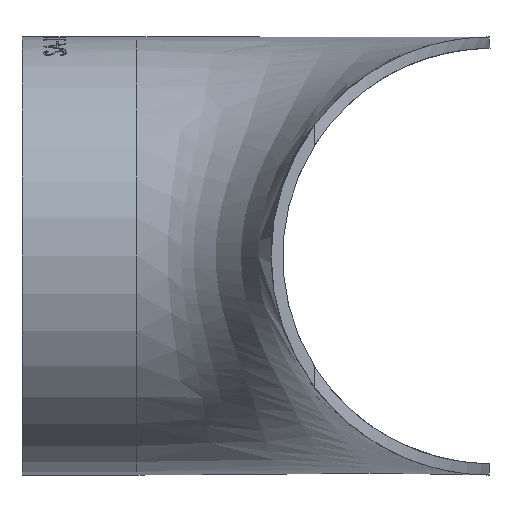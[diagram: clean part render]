
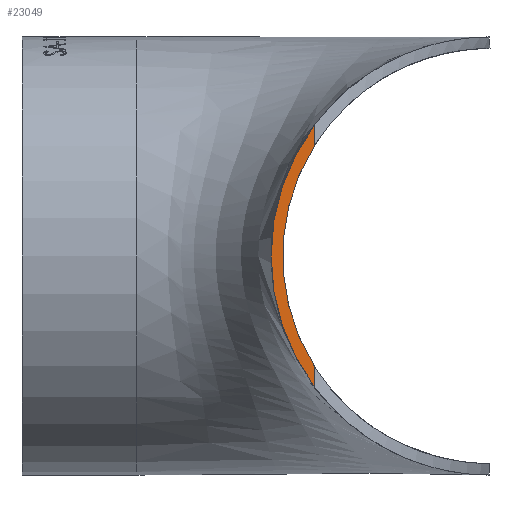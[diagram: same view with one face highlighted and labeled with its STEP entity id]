
A CAD part, left-side view. The second image highlights one B-rep face of the part: STEP entity #23049.
In plain terms, the highlighted planar face has unit normal (-1, 0, 0).
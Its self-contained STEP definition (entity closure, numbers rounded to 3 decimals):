
#1535 = CARTESIAN_POINT ( 'NONE',  ( -97.5, 45.749, 58.322 ) ) ;
#1937 = VERTEX_POINT ( 'NONE', #8924 ) ;
#3284 = VECTOR ( 'NONE', #23724, 1000. ) ;
#3384 = DIRECTION ( 'NONE',  ( 0., 0., 1. ) ) ;
#4030 = AXIS2_PLACEMENT_3D ( 'NONE', #18231, #22110, #14382 ) ;
#5386 = DIRECTION ( 'NONE',  ( 0., 0., -1. ) ) ;
#6739 = EDGE_CURVE ( 'NONE', #23076, #6800, #21233, .T. ) ;
#6800 = VERTEX_POINT ( 'NONE', #20776 ) ;
#8703 = CARTESIAN_POINT ( 'NONE',  ( -97.5, 45.749, 58.322 ) ) ;
#8924 = CARTESIAN_POINT ( 'NONE',  ( -97.5, 45.749, 34.251 ) ) ;
#9458 = ORIENTED_EDGE ( 'NONE', *, *, #14164, .F. ) ;
#9710 = ORIENTED_EDGE ( 'NONE', *, *, #6739, .T. ) ;
#10599 = CARTESIAN_POINT ( 'NONE',  ( -97.5, 45.749, -34.251 ) ) ;
#11197 = EDGE_LOOP ( 'NONE', ( #9710, #22237, #21080, #9458 ) ) ;
#12953 = DIRECTION ( 'NONE',  ( 1., 0., 0. ) ) ;
#13134 = LINE ( 'NONE', #8703, #3284 ) ;
#13142 = CARTESIAN_POINT ( 'NONE',  ( -97.5, 0., 0. ) ) ;
#13267 = CIRCLE ( 'NONE', #23295, 54.15 ) ;
#13350 = VERTEX_POINT ( 'NONE', #20737 ) ;
#14164 = EDGE_CURVE ( 'NONE', #23076, #1937, #20826, .T. ) ;
#14382 = DIRECTION ( 'NONE',  ( 0., 0., -1. ) ) ;
#15822 = AXIS2_PLACEMENT_3D ( 'NONE', #13142, #17077, #5386 ) ;
#16134 = VECTOR ( 'NONE', #3384, 1000. ) ;
#17077 = DIRECTION ( 'NONE',  ( 1., 0., 0. ) ) ;
#18070 = PLANE ( 'NONE',  #4030 ) ;
#18231 = CARTESIAN_POINT ( 'NONE',  ( -97.5, 0., 0. ) ) ;
#18373 = FACE_OUTER_BOUND ( 'NONE', #11197, .T. ) ;
#18651 = DIRECTION ( 'NONE',  ( 0., 0., -1. ) ) ;
#20737 = CARTESIAN_POINT ( 'NONE',  ( -97.5, 45.749, 28.97 ) ) ;
#20776 = CARTESIAN_POINT ( 'NONE',  ( -97.5, 45.749, -28.97 ) ) ;
#20826 = CIRCLE ( 'NONE', #15822, 57.15 ) ;
#20884 = EDGE_CURVE ( 'NONE', #13350, #1937, #13134, .T. ) ;
#21080 = ORIENTED_EDGE ( 'NONE', *, *, #20884, .T. ) ;
#21233 = LINE ( 'NONE', #1535, #16134 ) ;
#22110 = DIRECTION ( 'NONE',  ( 1., 0., 0. ) ) ;
#22237 = ORIENTED_EDGE ( 'NONE', *, *, #23322, .T. ) ;
#22449 = CARTESIAN_POINT ( 'NONE',  ( -97.5, 0., 0. ) ) ;
#23049 = ADVANCED_FACE ( 'NONE', ( #18373 ), #18070, .F. ) ;
#23076 = VERTEX_POINT ( 'NONE', #10599 ) ;
#23295 = AXIS2_PLACEMENT_3D ( 'NONE', #22449, #12953, #18651 ) ;
#23322 = EDGE_CURVE ( 'NONE', #6800, #13350, #13267, .T. ) ;
#23724 = DIRECTION ( 'NONE',  ( 0., 0., 1. ) ) ;
